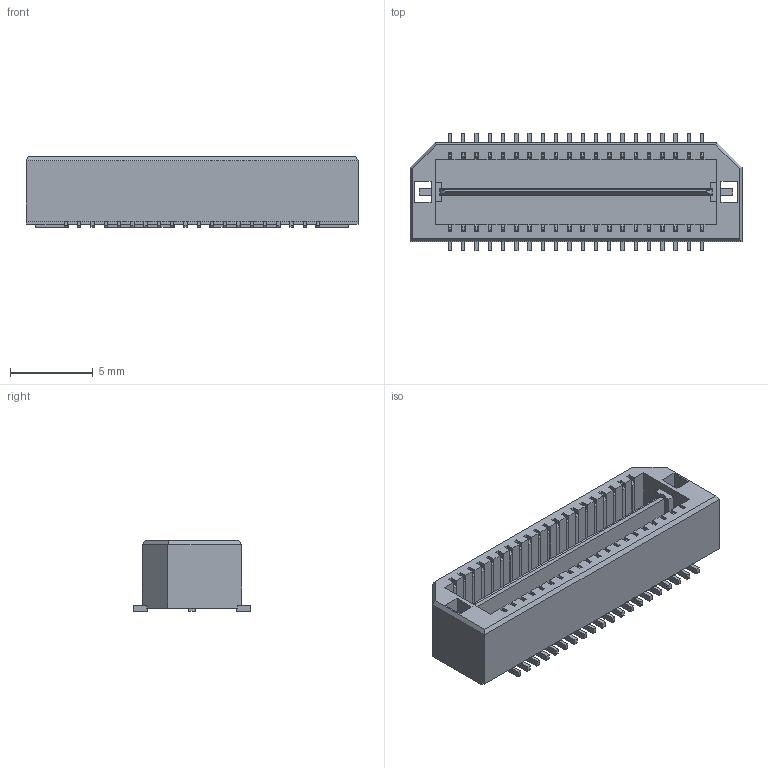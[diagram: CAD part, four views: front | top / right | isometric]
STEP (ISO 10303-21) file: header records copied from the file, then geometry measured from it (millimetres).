
FILE_DESCRIPTION(/* description */ (''),/* implementation_level */ '2;1');
FILE_NAME(/* name */ 'QTE-020-01-F-D.step',/* time_stamp */ '2019-03-02T21:42:18+10:00',/* author */ (''),/* organization */ (''),/* preprocessor_version */ 'ST-DEVELOPER v17.2',/* originating_system */ 'Autodesk Translation Framework v7.6.0.251',/* authorisation */ '');
FILE_SCHEMA (('AUTOMOTIVE_DESIGN { 1 0 10303 214 3 1 1 }'));
Length unit declared in the file: millimetre
Products named in the file (4): (Unsaved); _QTE-020-01-F-Dt; _PT-1S39-01(020-01-D); _QTE-T-1G1-01_imp
Assembly tree (3 placements, depth 2):
  (Unsaved)
    _QTE-020-01-F-Dt
    _PT-1S39-01(020-01-D)
    _QTE-T-1G1-01_imp
Bounding box: 20.02 x 7.11 x 4.27 mm (x, y, z)
Volume: 329.9 mm3; surface area: 1204.3 mm2
Topology: 3 solids, 3 shells, 998 faces, 2970 edges, 1978 vertices
Faces by surface type: plane 916, cylinder 82
Entity records: 34051 total; most frequent: CARTESIAN_POINT 5953, ORIENTED_EDGE 5940, DIRECTION 5148, EDGE_CURVE 2970, LINE 2802, VECTOR 2802, VERTEX_POINT 1978, AXIS2_PLACEMENT_3D 1173
